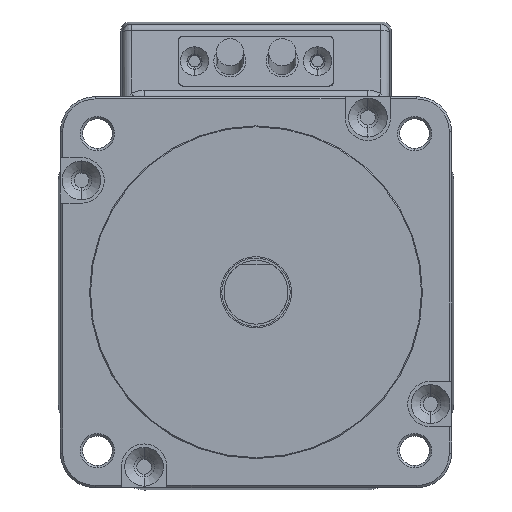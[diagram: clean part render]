
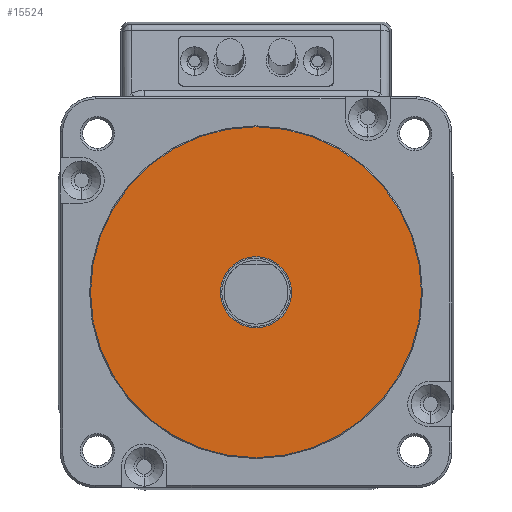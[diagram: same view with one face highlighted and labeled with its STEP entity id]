
A CAD part, front view. The second image highlights one B-rep face of the part: STEP entity #15524.
In plain terms, the highlighted planar face has unit normal (0, -1, 0).
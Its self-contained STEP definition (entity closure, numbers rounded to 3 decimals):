
#881 = CARTESIAN_POINT ( 'NONE',  ( 0., -1.7, 0. ) ) ;
#1499 = DIRECTION ( 'NONE',  ( 0., 1., 0. ) ) ;
#1585 = VERTEX_POINT ( 'NONE', #31373 ) ;
#1658 = CARTESIAN_POINT ( 'NONE',  ( 0., -1.7, 0. ) ) ;
#1787 = FACE_BOUND ( 'NONE', #26048, .T. ) ;
#2626 = VERTEX_POINT ( 'NONE', #15118 ) ;
#3630 = DIRECTION ( 'NONE',  ( -1., 0., 0. ) ) ;
#4417 = DIRECTION ( 'NONE',  ( -1., 0., 0. ) ) ;
#5448 = CARTESIAN_POINT ( 'NONE',  ( 36.313, -1.7, 0. ) ) ;
#6104 = CIRCLE ( 'NONE', #7058, 36.313 ) ;
#6276 = PLANE ( 'NONE',  #32554 ) ;
#6536 = ORIENTED_EDGE ( 'NONE', *, *, #26184, .T. ) ;
#7058 = AXIS2_PLACEMENT_3D ( 'NONE', #881, #20284, #3630 ) ;
#7367 = ORIENTED_EDGE ( 'NONE', *, *, #33179, .T. ) ;
#9180 = FACE_OUTER_BOUND ( 'NONE', #9402, .T. ) ;
#9402 = EDGE_LOOP ( 'NONE', ( #6536, #7367 ) ) ;
#9574 = DIRECTION ( 'NONE',  ( 0., 0., -1. ) ) ;
#10976 = EDGE_CURVE ( 'NONE', #14043, #1585, #21760, .T. ) ;
#13614 = CARTESIAN_POINT ( 'NONE',  ( 0., -1.7, 7.8 ) ) ;
#14043 = VERTEX_POINT ( 'NONE', #13614 ) ;
#14122 = CIRCLE ( 'NONE', #32149, 36.313 ) ;
#15118 = CARTESIAN_POINT ( 'NONE',  ( -36.313, -1.7, 0. ) ) ;
#15430 = VERTEX_POINT ( 'NONE', #5448 ) ;
#15524 = ADVANCED_FACE ( 'NONE', ( #1787, #9180 ), #6276, .T. ) ;
#15648 = DIRECTION ( 'NONE',  ( 0., 1., 0. ) ) ;
#18096 = CARTESIAN_POINT ( 'NONE',  ( 0., -1.7, 0. ) ) ;
#20284 = DIRECTION ( 'NONE',  ( 0., -1., 0. ) ) ;
#20875 = DIRECTION ( 'NONE',  ( 0., 0., 1. ) ) ;
#21043 = DIRECTION ( 'NONE',  ( 0., -1., 0. ) ) ;
#21760 = CIRCLE ( 'NONE', #23854, 7.8 ) ;
#22069 = AXIS2_PLACEMENT_3D ( 'NONE', #32261, #15648, #35021 ) ;
#22793 = CARTESIAN_POINT ( 'NONE',  ( 0., -1.7, 0. ) ) ;
#23854 = AXIS2_PLACEMENT_3D ( 'NONE', #18096, #1499, #20875 ) ;
#24827 = CIRCLE ( 'NONE', #22069, 7.8 ) ;
#26048 = EDGE_LOOP ( 'NONE', ( #29667, #35056 ) ) ;
#26184 = EDGE_CURVE ( 'NONE', #2626, #15430, #14122, .T. ) ;
#26190 = DIRECTION ( 'NONE',  ( 0., -1., 0. ) ) ;
#29667 = ORIENTED_EDGE ( 'NONE', *, *, #10976, .T. ) ;
#31270 = EDGE_CURVE ( 'NONE', #1585, #14043, #24827, .T. ) ;
#31373 = CARTESIAN_POINT ( 'NONE',  ( 0., -1.7, -7.8 ) ) ;
#32149 = AXIS2_PLACEMENT_3D ( 'NONE', #1658, #21043, #4417 ) ;
#32261 = CARTESIAN_POINT ( 'NONE',  ( 0., -1.7, 0. ) ) ;
#32554 = AXIS2_PLACEMENT_3D ( 'NONE', #22793, #26190, #9574 ) ;
#33179 = EDGE_CURVE ( 'NONE', #15430, #2626, #6104, .T. ) ;
#35021 = DIRECTION ( 'NONE',  ( 0., 0., 1. ) ) ;
#35056 = ORIENTED_EDGE ( 'NONE', *, *, #31270, .T. ) ;
